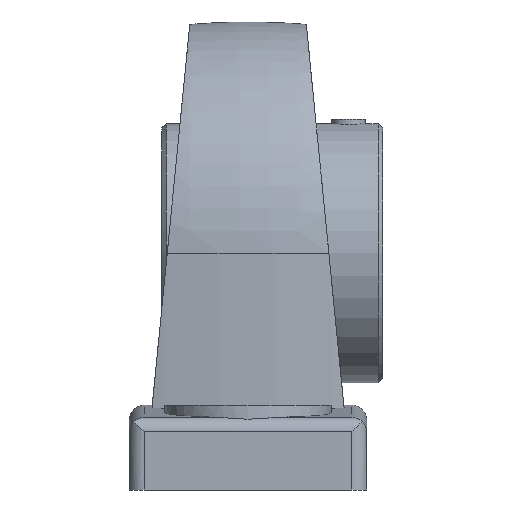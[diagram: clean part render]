
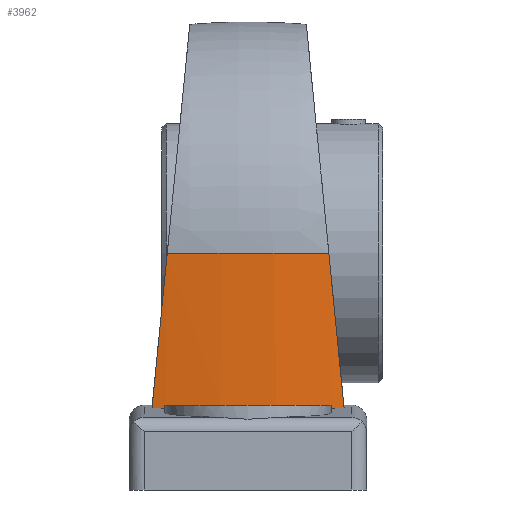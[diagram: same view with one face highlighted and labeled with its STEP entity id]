
A CAD part, front view. The second image highlights one B-rep face of the part: STEP entity #3962.
In plain terms, the highlighted cylindrical face has radius 203.173 mm (diameter 406.346 mm), a partial arc.
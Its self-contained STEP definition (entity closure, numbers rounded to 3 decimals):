
#583 = CARTESIAN_POINT ( 'NONE',  ( 25.329, -66.621, -15.256 ) ) ;
#644 = CARTESIAN_POINT ( 'NONE',  ( 26.83, -66.426, -30.49 ) ) ;
#802 = ORIENTED_EDGE ( 'NONE', *, *, #5547, .F. ) ;
#939 = CARTESIAN_POINT ( 'NONE',  ( 24.5, -66.717, -45.729 ) ) ;
#998 = CARTESIAN_POINT ( 'NONE',  ( 25.778, -66.562, -45.72 ) ) ;
#1293 = CARTESIAN_POINT ( 'NONE',  ( -28.329, -66.215, -45.702 ) ) ;
#1541 = VERTEX_POINT ( 'NONE', #8545 ) ;
#1546 = DIRECTION ( 'NONE',  ( 0., 0., 1. ) ) ;
#1783 = ORIENTED_EDGE ( 'NONE', *, *, #9761, .T. ) ;
#1793 = DIRECTION ( 'NONE',  ( 0., 0., 1. ) ) ;
#2072 = AXIS2_PLACEMENT_3D ( 'NONE', #7757, #1793, #8439 ) ;
#2078 = CARTESIAN_POINT ( 'NONE',  ( -24.5, -66.717, -44.8 ) ) ;
#2232 = CIRCLE ( 'NONE', #8897, 203.173 ) ;
#2372 = LINE ( 'NONE', #11094, #5522 ) ;
#2404 = CARTESIAN_POINT ( 'NONE',  ( -28.329, -66.215, -45.702 ) ) ;
#2837 = DIRECTION ( 'NONE',  ( -1., 0., 0. ) ) ;
#2867 = CIRCLE ( 'NONE', #4483, 203.173 ) ;
#3033 = ORIENTED_EDGE ( 'NONE', *, *, #3324, .T. ) ;
#3124 = LINE ( 'NONE', #5668, #5944 ) ;
#3131 = CARTESIAN_POINT ( 'NONE',  ( -25.778, -66.562, -45.72 ) ) ;
#3324 = EDGE_CURVE ( 'NONE', #8818, #10439, #2232, .T. ) ;
#3408 = CYLINDRICAL_SURFACE ( 'NONE', #2072, 203.173 ) ;
#3802 = CARTESIAN_POINT ( 'NONE',  ( 24.5, -66.717, -44.8 ) ) ;
#3952 = VERTEX_POINT ( 'NONE', #1293 ) ;
#3962 = ADVANCED_FACE ( 'NONE', ( #5106 ), #3408, .T. ) ;
#3982 = CARTESIAN_POINT ( 'NONE',  ( -24.5, -66.717, -45.729 ) ) ;
#4022 = CARTESIAN_POINT ( 'NONE',  ( 28.329, -66.215, -45.702 ) ) ;
#4219 = VERTEX_POINT ( 'NONE', #8771 ) ;
#4385 = CARTESIAN_POINT ( 'NONE',  ( -26.83, -66.426, -30.49 ) ) ;
#4483 = AXIS2_PLACEMENT_3D ( 'NONE', #8844, #7944, #4673 ) ;
#4673 = DIRECTION ( 'NONE',  ( -1., 0., 0. ) ) ;
#4722 =( BOUNDED_CURVE ( )  B_SPLINE_CURVE ( 3, ( #9022, #644, #583, #7441 ),
 .UNSPECIFIED., .F., .T. ) 
 B_SPLINE_CURVE_WITH_KNOTS ( ( 4, 4 ),
 ( 4.572, 4.595 ),
 .UNSPECIFIED. ) 
 CURVE ( )  GEOMETRIC_REPRESENTATION_ITEM ( )  RATIONAL_B_SPLINE_CURVE ( ( 1., 1., 1., 1. ) ) 
 REPRESENTATION_ITEM ( '' )  );
#4923 =( BOUNDED_CURVE ( )  B_SPLINE_CURVE ( 3, ( #5398, #9584, #4385, #6202 ),
 .UNSPECIFIED., .F., .T. ) 
 B_SPLINE_CURVE_WITH_KNOTS ( ( 4, 4 ),
 ( 4.83, 4.852 ),
 .UNSPECIFIED. ) 
 CURVE ( )  GEOMETRIC_REPRESENTATION_ITEM ( )  RATIONAL_B_SPLINE_CURVE ( ( 1., 1., 1., 1. ) ) 
 REPRESENTATION_ITEM ( '' )  );
#5106 = FACE_OUTER_BOUND ( 'NONE', #7933, .T. ) ;
#5270 = EDGE_CURVE ( 'NONE', #5362, #3952, #4923, .T. ) ;
#5362 = VERTEX_POINT ( 'NONE', #6355 ) ;
#5398 = CARTESIAN_POINT ( 'NONE',  ( -23.825, -66.798, 0. ) ) ;
#5522 = VECTOR ( 'NONE', #1546, 1000. ) ;
#5547 = EDGE_CURVE ( 'NONE', #4219, #3952, #5719, .T. ) ;
#5555 = DIRECTION ( 'NONE',  ( 0., 0., -1. ) ) ;
#5668 = CARTESIAN_POINT ( 'NONE',  ( 24.5, -66.717, -45.303 ) ) ;
#5719 =( BOUNDED_CURVE ( )  B_SPLINE_CURVE ( 3, ( #3982, #3131, #6577, #2404 ),
 .UNSPECIFIED., .F., .T. ) 
 B_SPLINE_CURVE_WITH_KNOTS ( ( 4, 4 ),
 ( 0.121, 0.14 ),
 .UNSPECIFIED. ) 
 CURVE ( )  GEOMETRIC_REPRESENTATION_ITEM ( )  RATIONAL_B_SPLINE_CURVE ( ( 1., 1., 1., 1. ) ) 
 REPRESENTATION_ITEM ( '' )  );
#5770 = ORIENTED_EDGE ( 'NONE', *, *, #8405, .F. ) ;
#5772 = EDGE_CURVE ( 'NONE', #4219, #8818, #2372, .T. ) ;
#5944 = VECTOR ( 'NONE', #5555, 1000. ) ;
#6202 = CARTESIAN_POINT ( 'NONE',  ( -28.329, -66.215, -45.702 ) ) ;
#6355 = CARTESIAN_POINT ( 'NONE',  ( -23.825, -66.798, 0. ) ) ;
#6577 = CARTESIAN_POINT ( 'NONE',  ( -27.054, -66.395, -45.712 ) ) ;
#7427 = CARTESIAN_POINT ( 'NONE',  ( 23.825, -66.798, 0. ) ) ;
#7441 = CARTESIAN_POINT ( 'NONE',  ( 23.825, -66.798, 0. ) ) ;
#7460 = CARTESIAN_POINT ( 'NONE',  ( 27.054, -66.395, -45.712 ) ) ;
#7757 = CARTESIAN_POINT ( 'NONE',  ( 0., 134.973, -46.8 ) ) ;
#7933 = EDGE_LOOP ( 'NONE', ( #11051, #3033, #9305, #5770, #10461, #1783, #10204, #802 ) ) ;
#7944 = DIRECTION ( 'NONE',  ( 0., 0., -1. ) ) ;
#8390 =( BOUNDED_CURVE ( )  B_SPLINE_CURVE ( 3, ( #4022, #7460, #998, #939 ),
 .UNSPECIFIED., .F., .T. ) 
 B_SPLINE_CURVE_WITH_KNOTS ( ( 4, 4 ),
 ( 6.143, 6.162 ),
 .UNSPECIFIED. ) 
 CURVE ( )  GEOMETRIC_REPRESENTATION_ITEM ( )  RATIONAL_B_SPLINE_CURVE ( ( 1., 1., 1., 1. ) ) 
 REPRESENTATION_ITEM ( '' )  );
#8405 = EDGE_CURVE ( 'NONE', #1541, #8521, #8390, .T. ) ;
#8439 = DIRECTION ( 'NONE',  ( -1., 0., 0. ) ) ;
#8521 = VERTEX_POINT ( 'NONE', #8815 ) ;
#8545 = CARTESIAN_POINT ( 'NONE',  ( 28.329, -66.215, -45.702 ) ) ;
#8712 = CARTESIAN_POINT ( 'NONE',  ( 0., 134.973, -44.8 ) ) ;
#8771 = CARTESIAN_POINT ( 'NONE',  ( -24.5, -66.717, -45.729 ) ) ;
#8815 = CARTESIAN_POINT ( 'NONE',  ( 24.5, -66.717, -45.729 ) ) ;
#8818 = VERTEX_POINT ( 'NONE', #2078 ) ;
#8844 = CARTESIAN_POINT ( 'NONE',  ( 0., 134.973, 0. ) ) ;
#8897 = AXIS2_PLACEMENT_3D ( 'NONE', #8712, #10500, #2837 ) ;
#9022 = CARTESIAN_POINT ( 'NONE',  ( 28.329, -66.215, -45.702 ) ) ;
#9305 = ORIENTED_EDGE ( 'NONE', *, *, #10311, .T. ) ;
#9555 = EDGE_CURVE ( 'NONE', #1541, #10019, #4722, .T. ) ;
#9584 = CARTESIAN_POINT ( 'NONE',  ( -25.329, -66.621, -15.256 ) ) ;
#9761 = EDGE_CURVE ( 'NONE', #10019, #5362, #2867, .T. ) ;
#10019 = VERTEX_POINT ( 'NONE', #7427 ) ;
#10204 = ORIENTED_EDGE ( 'NONE', *, *, #5270, .T. ) ;
#10311 = EDGE_CURVE ( 'NONE', #10439, #8521, #3124, .T. ) ;
#10439 = VERTEX_POINT ( 'NONE', #3802 ) ;
#10461 = ORIENTED_EDGE ( 'NONE', *, *, #9555, .T. ) ;
#10500 = DIRECTION ( 'NONE',  ( 0., 0., 1. ) ) ;
#11051 = ORIENTED_EDGE ( 'NONE', *, *, #5772, .T. ) ;
#11094 = CARTESIAN_POINT ( 'NONE',  ( -24.5, -66.717, -45.303 ) ) ;
